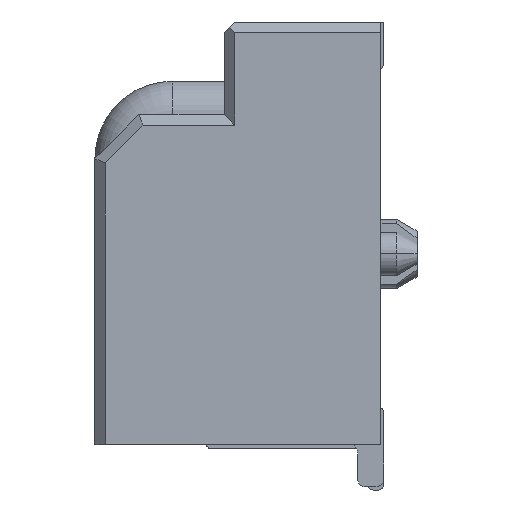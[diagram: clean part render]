
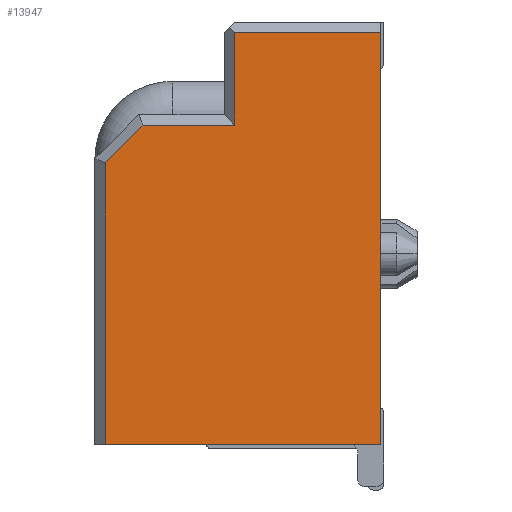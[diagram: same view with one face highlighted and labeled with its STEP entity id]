
A CAD part, left-side view. The second image highlights one B-rep face of the part: STEP entity #13947.
In plain terms, the highlighted planar face has unit normal (-1, 0, 0).
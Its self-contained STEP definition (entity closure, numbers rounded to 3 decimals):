
#5 = CARTESIAN_POINT ( 'NONE',  ( -14.95, 0.065, -0.2 ) ) ;
#420 = CARTESIAN_POINT ( 'NONE',  ( -14.95, -2.775, -8.2 ) ) ;
#601 = EDGE_CURVE ( 'NONE', #2682, #5884, #19806, .T. ) ;
#1332 = VECTOR ( 'NONE', #4267, 1000. ) ;
#1405 = EDGE_CURVE ( 'NONE', #17818, #9534, #10843, .T. ) ;
#1444 = CARTESIAN_POINT ( 'NONE',  ( -14.95, 1.842, -2. ) ) ;
#1690 = DIRECTION ( 'NONE',  ( 0., 0., -1. ) ) ;
#2065 = CARTESIAN_POINT ( 'NONE',  ( -14.95, 0.065, -0.2 ) ) ;
#2193 = DIRECTION ( 'NONE',  ( 1., 0., 0. ) ) ;
#2682 = VERTEX_POINT ( 'NONE', #10288 ) ;
#2898 = DIRECTION ( 'NONE',  ( 0., 1., 0. ) ) ;
#4267 = DIRECTION ( 'NONE',  ( 0., 0., -1. ) ) ;
#4600 = ORIENTED_EDGE ( 'NONE', *, *, #35874, .F. ) ;
#4619 = LINE ( 'NONE', #15362, #26476 ) ;
#5198 = DIRECTION ( 'NONE',  ( 0., 1., 0. ) ) ;
#5210 = CARTESIAN_POINT ( 'NONE',  ( -14.95, 2.575, -8.2 ) ) ;
#5884 = VERTEX_POINT ( 'NONE', #1444 ) ;
#7714 = ORIENTED_EDGE ( 'NONE', *, *, #9047, .T. ) ;
#9047 = EDGE_CURVE ( 'NONE', #20936, #2682, #36241, .T. ) ;
#9357 = CARTESIAN_POINT ( 'NONE',  ( -14.95, -2.775, -0.2 ) ) ;
#9386 = ORIENTED_EDGE ( 'NONE', *, *, #10472, .T. ) ;
#9391 = LINE ( 'NONE', #32299, #32318 ) ;
#9534 = VERTEX_POINT ( 'NONE', #5210 ) ;
#10280 = LINE ( 'NONE', #13299, #1332 ) ;
#10288 = CARTESIAN_POINT ( 'NONE',  ( -14.95, 0.065, -2. ) ) ;
#10472 = EDGE_CURVE ( 'NONE', #5884, #13360, #9391, .T. ) ;
#10790 = CARTESIAN_POINT ( 'NONE',  ( -14.95, 2.575, -2.733 ) ) ;
#10843 = LINE ( 'NONE', #21752, #23853 ) ;
#11987 = ORIENTED_EDGE ( 'NONE', *, *, #21485, .T. ) ;
#13299 = CARTESIAN_POINT ( 'NONE',  ( -14.95, 2.575, -2.733 ) ) ;
#13360 = VERTEX_POINT ( 'NONE', #10790 ) ;
#13947 = ADVANCED_FACE ( 'NONE', ( #35994 ), #18371, .F. ) ;
#14518 = DIRECTION ( 'NONE',  ( 0., 1., 0. ) ) ;
#15362 = CARTESIAN_POINT ( 'NONE',  ( -14.95, -2.775, -0.2 ) ) ;
#16562 = VECTOR ( 'NONE', #1690, 1000. ) ;
#17344 = LINE ( 'NONE', #28771, #36823 ) ;
#17428 = AXIS2_PLACEMENT_3D ( 'NONE', #19673, #2193, #5198 ) ;
#17638 = ORIENTED_EDGE ( 'NONE', *, *, #601, .T. ) ;
#17818 = VERTEX_POINT ( 'NONE', #420 ) ;
#18371 = PLANE ( 'NONE',  #17428 ) ;
#19673 = CARTESIAN_POINT ( 'NONE',  ( -14.95, 0., 0. ) ) ;
#19806 = LINE ( 'NONE', #28429, #28505 ) ;
#20936 = VERTEX_POINT ( 'NONE', #5 ) ;
#21485 = EDGE_CURVE ( 'NONE', #13360, #9534, #10280, .T. ) ;
#21542 = DIRECTION ( 'NONE',  ( 0., 0., -1. ) ) ;
#21752 = CARTESIAN_POINT ( 'NONE',  ( -14.95, -2.775, -8.2 ) ) ;
#21864 = EDGE_LOOP ( 'NONE', ( #7714, #17638, #9386, #11987, #36979, #4600, #31630 ) ) ;
#23467 = DIRECTION ( 'NONE',  ( 0., 0.707, -0.707 ) ) ;
#23853 = VECTOR ( 'NONE', #30952, 1000. ) ;
#24408 = EDGE_CURVE ( 'NONE', #30175, #20936, #17344, .T. ) ;
#26476 = VECTOR ( 'NONE', #21542, 1000. ) ;
#28429 = CARTESIAN_POINT ( 'NONE',  ( -14.95, 0.065, -2. ) ) ;
#28505 = VECTOR ( 'NONE', #2898, 1000. ) ;
#28771 = CARTESIAN_POINT ( 'NONE',  ( -14.95, -2.775, -0.2 ) ) ;
#30175 = VERTEX_POINT ( 'NONE', #9357 ) ;
#30952 = DIRECTION ( 'NONE',  ( 0., 1., 0. ) ) ;
#31630 = ORIENTED_EDGE ( 'NONE', *, *, #24408, .T. ) ;
#32299 = CARTESIAN_POINT ( 'NONE',  ( -14.95, 1.842, -2. ) ) ;
#32318 = VECTOR ( 'NONE', #23467, 1000. ) ;
#35874 = EDGE_CURVE ( 'NONE', #30175, #17818, #4619, .T. ) ;
#35994 = FACE_OUTER_BOUND ( 'NONE', #21864, .T. ) ;
#36241 = LINE ( 'NONE', #2065, #16562 ) ;
#36823 = VECTOR ( 'NONE', #14518, 1000. ) ;
#36979 = ORIENTED_EDGE ( 'NONE', *, *, #1405, .F. ) ;
